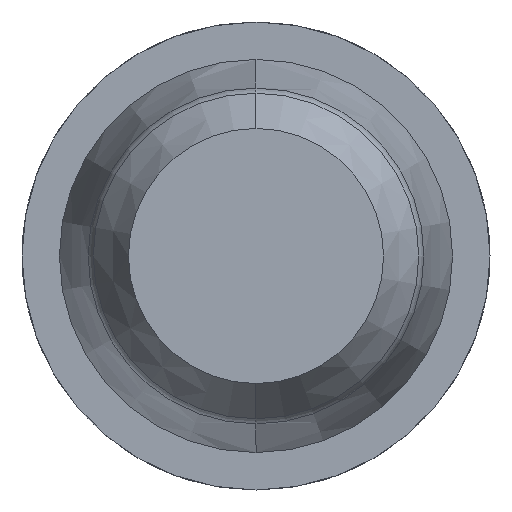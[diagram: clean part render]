
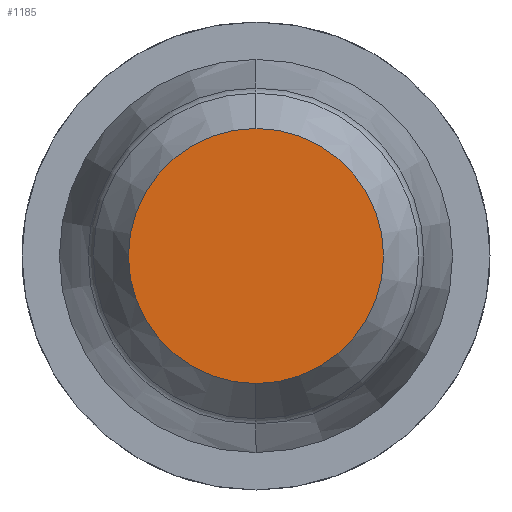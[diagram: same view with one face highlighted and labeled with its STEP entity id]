
A CAD part, front view. The second image highlights one B-rep face of the part: STEP entity #1185.
In plain terms, the highlighted planar face has unit normal (0, -1, 0).
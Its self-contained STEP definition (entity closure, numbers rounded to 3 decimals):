
#23 = EDGE_CURVE ( 'Defeature ausgef�hrt1_19+Defeature ausgef�hrt1_15+Defeature ausgef�hrt1_15+Defeature ausgef�hrt1_15', #2784, #1965, #3815, .T. ) ;
#222 = AXIS2_PLACEMENT_3D ( 'NONE', #3100, #1205, #861 ) ;
#586 = ORIENTED_EDGE ( 'NONE', *, *, #23, .F. ) ;
#719 = CARTESIAN_POINT ( 'NONE',  ( 0., -30.5, -0.627 ) ) ;
#861 = DIRECTION ( 'NONE',  ( 0., 0., 1. ) ) ;
#929 = PLANE ( 'NONE',  #2442 ) ;
#1185 = ADVANCED_FACE ( 'Defeature ausgef�hrt1_15', ( #3424 ), #929, .F. ) ;
#1205 = DIRECTION ( 'NONE',  ( 0., 1., 0. ) ) ;
#1280 = DIRECTION ( 'NONE',  ( 0., 1., 0. ) ) ;
#1309 = CARTESIAN_POINT ( 'NONE',  ( 0., -30.5, 0. ) ) ;
#1447 = EDGE_CURVE ( 'Defeature ausgef�hrt1_19+Defeature ausgef�hrt1_15+Defeature ausgef�hrt1_15+Defeature ausgef�hrt1_15', #1965, #2784, #1998, .T. ) ;
#1476 = DIRECTION ( 'NONE',  ( 0., 0., 1. ) ) ;
#1894 = DIRECTION ( 'NONE',  ( 0., 0., 1. ) ) ;
#1965 = VERTEX_POINT ( 'NONE', #719 ) ;
#1987 = CARTESIAN_POINT ( 'NONE',  ( 0., -30.5, 0.627 ) ) ;
#1998 = CIRCLE ( 'NONE', #3513, 0.627 ) ;
#2183 = ORIENTED_EDGE ( 'NONE', *, *, #1447, .F. ) ;
#2304 = EDGE_LOOP ( 'NONE', ( #586, #2183 ) ) ;
#2442 = AXIS2_PLACEMENT_3D ( 'NONE', #1309, #1280, #1894 ) ;
#2718 = CARTESIAN_POINT ( 'NONE',  ( 0., -30.5, 0. ) ) ;
#2784 = VERTEX_POINT ( 'NONE', #1987 ) ;
#3080 = DIRECTION ( 'NONE',  ( 0., 1., 0. ) ) ;
#3100 = CARTESIAN_POINT ( 'NONE',  ( 0., -30.5, 0. ) ) ;
#3424 = FACE_OUTER_BOUND ( 'NONE', #2304, .T. ) ;
#3513 = AXIS2_PLACEMENT_3D ( 'NONE', #2718, #3080, #1476 ) ;
#3815 = CIRCLE ( 'NONE', #222, 0.627 ) ;
